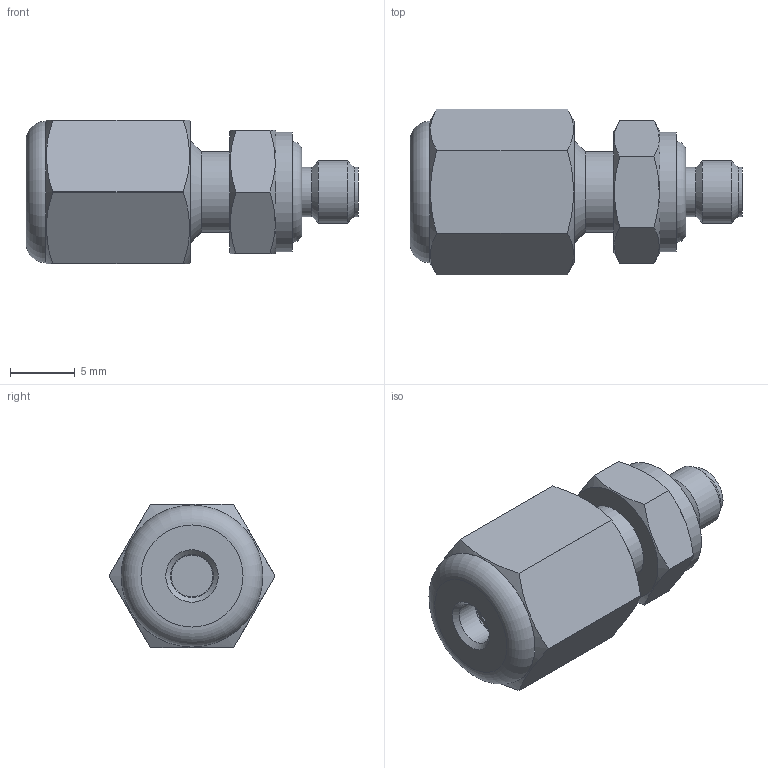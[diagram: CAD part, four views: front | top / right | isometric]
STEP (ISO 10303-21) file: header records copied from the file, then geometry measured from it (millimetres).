
FILE_DESCRIPTION((''),'2;1');
FILE_NAME('305195-EAOR21 Nut adapter.stp','2013-08-21T12:51:45',('Franzp'),(''),'Autodesk Inventor 2013','Autodesk Inventor 2013','');
FILE_SCHEMA(('AUTOMOTIVE_DESIGN { 1 0 10303 214 1 1 1 1 }'));
Length unit declared in the file: millimetre
Products named in the file (1): 305195_Shrinkwrap_1
Bounding box: 25.66 x 12.83 x 11.11 mm (x, y, z)
Surface area: 1319.8 mm2 (no closed solid volume)
Topology: 0 solids, 10 shells, 44 faces, 114 edges, 75 vertices
Faces by surface type: plane 23, cone 11, cylinder 8, torus 2
Full cylindrical faces by diameter (mm): 3.3 x1, 3.81 x2, 4.826 x1, 6.223 x1, 7.938 x1, 8.128 x1, 9.271 x1
Entity records: 1324 total; most frequent: CARTESIAN_POINT 258, DIRECTION 208, ORIENTED_EDGE 144, AXIS2_PLACEMENT_3D 95, EDGE_CURVE 92, VERTEX_POINT 73, EDGE_LOOP 73, CIRCLE 50
